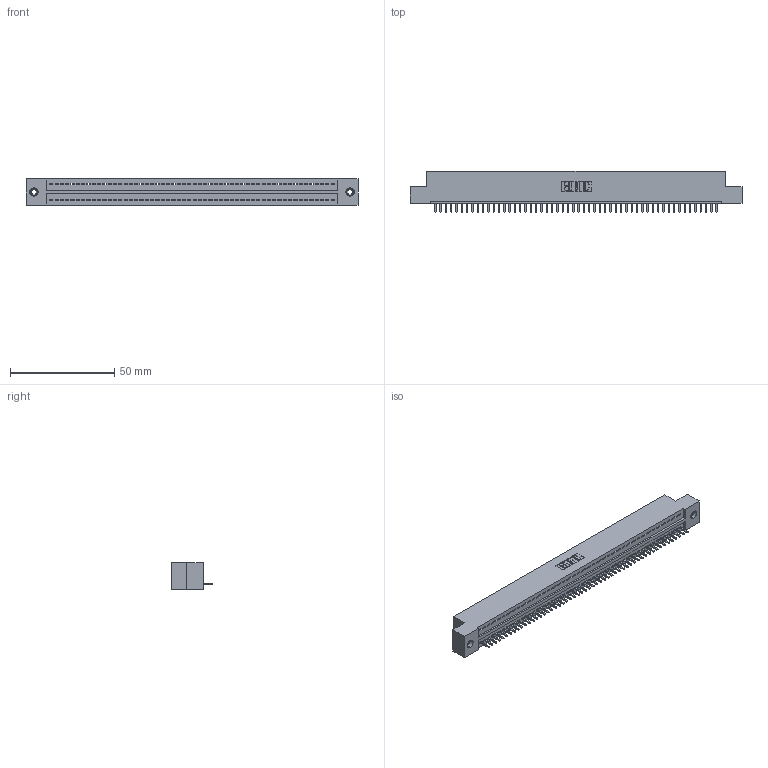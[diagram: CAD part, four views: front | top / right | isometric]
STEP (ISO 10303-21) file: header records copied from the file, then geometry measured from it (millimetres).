
FILE_DESCRIPTION (( 'STEP AP203' ), '1' );
FILE_NAME ('325-054-520-108.STEP', '2020-02-25T00:54:19', ( '' ), ( '' ), 'SwSTEP 2.0', 'SolidWorks 2016', '' );
FILE_SCHEMA (( 'CONFIG_CONTROL_DESIGN' ));
Length unit declared in the file: inch
Products named in the file (4): 345-250-001_345-250-003-102; 325-292-001_325-293-120; 325 Part_TI; 325-054-520-108
Assembly tree (57 placements, depth 2):
  325-054-520-108
    325 Part_TI
    325-292-001_325-293-120  x54
    345-250-001_345-250-003-102  x2
Bounding box: 158.88 x 19.68 x 12.45 mm (x, y, z)
Volume: 20117.7 mm3; surface area: 21629.9 mm2
Topology: 57 solids, 57 shells, 3306 faces, 9951 edges, 6554 vertices
Faces by surface type: plane 2370, cylinder 920, cone 12, torus 4
Entity records: 32664 total; most frequent: CARTESIAN_POINT 5615, ORIENTED_EDGE 5598, DIRECTION 4745, EDGE_CURVE 2799, VECTOR 2651, LINE 2651, VERTEX_POINT 1860, AXIS2_PLACEMENT_3D 1047
